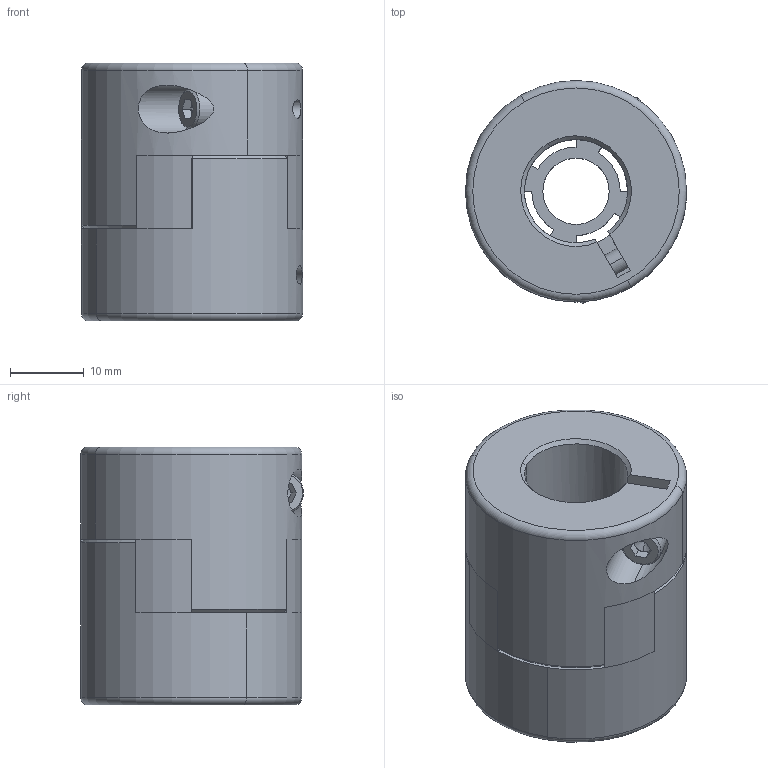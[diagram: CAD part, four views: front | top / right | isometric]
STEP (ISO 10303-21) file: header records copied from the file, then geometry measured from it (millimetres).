
FILE_DESCRIPTION (( 'STEP AP203' ), '1' );
FILE_NAME ('AL- SC251514.STEP', '2024-11-26T09:17:52', ( '' ), ( '' ), 'SwSTEP 2.0', 'SolidWorks 2021', '' );
FILE_SCHEMA (( 'CONFIG_CONTROL_DESIGN' ));
Length unit declared in the file: millimetre
Products named in the file (5): AL- SC251514; Lateral Al furo=10_Valor predeterminado; Parafuso allen M3x10_B18.3.1M - 3 x 0.5 x 10 Hex SHCS -- 10CHX; Aranha D=25mm_Valor predeterminado; Lateral Al furo=8_Valor predeterminado
Assembly tree (5 placements, depth 2):
  AL- SC251514
    Aranha D=25mm_Valor predeterminado
    Lateral Al furo=10_Valor predeterminado
    Lateral Al furo=8_Valor predeterminado
    Parafuso allen M3x10_B18.3.1M - 3 x 0.5 x 10 Hex SHCS -- 10CHX  x2
Bounding box: 30 x 30.23 x 35 mm (x, y, z)
Volume: 19045.9 mm3; surface area: 10242.2 mm2
Topology: 5 solids, 5 shells, 174 faces, 410 edges, 256 vertices
Faces by surface type: plane 76, cylinder 58, torus 20, cone 20
Entity records: 5057 total; most frequent: CARTESIAN_POINT 940, DIRECTION 818, ORIENTED_EDGE 700, EDGE_CURVE 350, AXIS2_PLACEMENT_3D 325, VERTEX_POINT 223, EDGE_LOOP 173, CIRCLE 170
